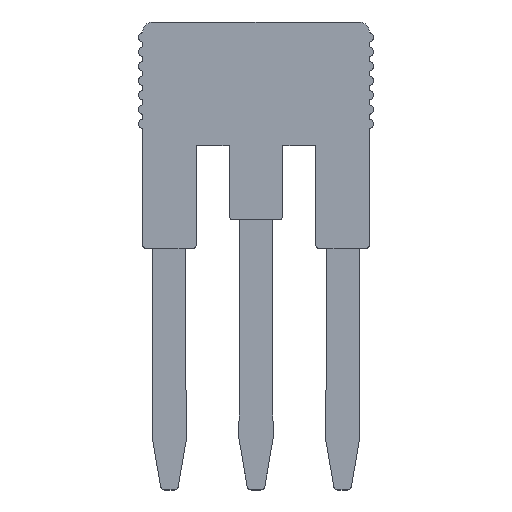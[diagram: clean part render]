
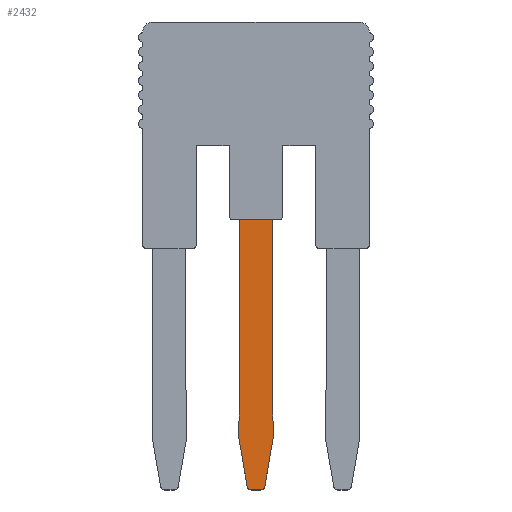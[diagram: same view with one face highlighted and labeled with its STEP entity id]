
A CAD part, top view. The second image highlights one B-rep face of the part: STEP entity #2432.
In plain terms, the highlighted planar face has unit normal (0, 0, 1).
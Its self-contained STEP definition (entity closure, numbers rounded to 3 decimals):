
#771=DIRECTION('',(1.,0.,0.));
#772=VECTOR('',#771,1.6);
#773=CARTESIAN_POINT('',(1.3,1.75,1.05));
#774=LINE('',#773,#772);
#775=DIRECTION('',(0.,1.,0.));
#776=VECTOR('',#775,8.);
#777=CARTESIAN_POINT('',(2.9,-6.25,1.05));
#778=LINE('',#777,#776);
#779=DIRECTION('',(-0.014,1.,0.));
#780=VECTOR('',#779,2.101);
#781=CARTESIAN_POINT('',(2.93,-8.35,1.05));
#782=LINE('',#781,#780);
#783=DIRECTION('',(0.,1.,0.));
#784=VECTOR('',#783,0.5);
#785=CARTESIAN_POINT('',(2.93,-8.85,1.05));
#786=LINE('',#785,#784);
#787=DIRECTION('',(0.17,0.985,0.));
#788=VECTOR('',#787,2.354);
#789=CARTESIAN_POINT('',(2.529,-11.17,1.05));
#790=LINE('',#789,#788);
#791=CARTESIAN_POINT('',(2.33,-11.15,1.05));
#792=DIRECTION('',(0.,0.,1.));
#793=DIRECTION('',(0.,-1.,0.));
#794=AXIS2_PLACEMENT_3D('',#791,#792,#793);
#796=DIRECTION('',(1.,0.,0.));
#797=VECTOR('',#796,0.46);
#798=CARTESIAN_POINT('',(1.87,-11.35,1.05));
#799=LINE('',#798,#797);
#800=CARTESIAN_POINT('',(1.87,-11.15,1.05));
#801=DIRECTION('',(0.,0.,1.));
#802=DIRECTION('',(-0.995,-0.097,0.));
#803=AXIS2_PLACEMENT_3D('',#800,#801,#802);
#805=DIRECTION('',(0.17,-0.985,0.));
#806=VECTOR('',#805,2.354);
#807=CARTESIAN_POINT('',(1.27,-8.85,1.05));
#808=LINE('',#807,#806);
#809=DIRECTION('',(0.,-1.,0.));
#810=VECTOR('',#809,0.5);
#811=CARTESIAN_POINT('',(1.27,-8.35,1.05));
#812=LINE('',#811,#810);
#813=DIRECTION('',(-0.014,-1.,0.));
#814=VECTOR('',#813,2.101);
#815=CARTESIAN_POINT('',(1.3,-6.25,1.05));
#816=LINE('',#815,#814);
#817=DIRECTION('',(0.,-1.,0.));
#818=VECTOR('',#817,8.);
#819=CARTESIAN_POINT('',(1.3,1.75,1.05));
#820=LINE('',#819,#818);
#1215=CARTESIAN_POINT('',(1.3,-6.25,1.05));
#1216=CARTESIAN_POINT('',(1.27,-8.35,1.05));
#1217=VERTEX_POINT('',#1215);
#1218=VERTEX_POINT('',#1216);
#1219=CARTESIAN_POINT('',(1.27,-8.85,1.05));
#1220=VERTEX_POINT('',#1219);
#1221=CARTESIAN_POINT('',(1.671,-11.17,1.05));
#1222=VERTEX_POINT('',#1221);
#1223=CARTESIAN_POINT('',(1.87,-11.35,1.05));
#1224=VERTEX_POINT('',#1223);
#1225=CARTESIAN_POINT('',(2.33,-11.35,1.05));
#1226=VERTEX_POINT('',#1225);
#1227=CARTESIAN_POINT('',(2.529,-11.17,1.05));
#1228=VERTEX_POINT('',#1227);
#1229=CARTESIAN_POINT('',(2.93,-8.85,1.05));
#1230=VERTEX_POINT('',#1229);
#1231=CARTESIAN_POINT('',(2.93,-8.35,1.05));
#1232=VERTEX_POINT('',#1231);
#1233=CARTESIAN_POINT('',(2.9,-6.25,1.05));
#1234=VERTEX_POINT('',#1233);
#1263=CARTESIAN_POINT('',(1.3,1.75,1.05));
#1264=CARTESIAN_POINT('',(2.9,1.75,1.05));
#1265=VERTEX_POINT('',#1263);
#1266=VERTEX_POINT('',#1264);
#2402=CARTESIAN_POINT('',(0.,0.,1.05));
#2403=DIRECTION('',(0.,0.,1.));
#2404=DIRECTION('',(1.,0.,0.));
#2405=AXIS2_PLACEMENT_3D('',#2402,#2403,#2404);
#2406=PLANE('',#2405);
#2407=ORIENTED_EDGE('',*,*,#2391,.T.);
#2409=ORIENTED_EDGE('',*,*,#2408,.F.);
#2411=ORIENTED_EDGE('',*,*,#2410,.F.);
#2413=ORIENTED_EDGE('',*,*,#2412,.F.);
#2415=ORIENTED_EDGE('',*,*,#2414,.F.);
#2417=ORIENTED_EDGE('',*,*,#2416,.F.);
#2419=ORIENTED_EDGE('',*,*,#2418,.F.);
#2421=ORIENTED_EDGE('',*,*,#2420,.F.);
#2423=ORIENTED_EDGE('',*,*,#2422,.F.);
#2425=ORIENTED_EDGE('',*,*,#2424,.F.);
#2427=ORIENTED_EDGE('',*,*,#2426,.F.);
#2429=ORIENTED_EDGE('',*,*,#2428,.F.);
#2430=EDGE_LOOP('',(#2407,#2409,#2411,#2413,#2415,#2417,#2419,#2421,#2423,#2425,
#2427,#2429));
#2431=FACE_OUTER_BOUND('',#2430,.F.);
#2432=ADVANCED_FACE('',(#2431),#2406,.T.);
#795=CIRCLE('',#794,0.2);
#804=CIRCLE('',#803,0.2);
#2391=EDGE_CURVE('',#1265,#1266,#774,.T.);
#2408=EDGE_CURVE('',#1234,#1266,#778,.T.);
#2410=EDGE_CURVE('',#1232,#1234,#782,.T.);
#2412=EDGE_CURVE('',#1230,#1232,#786,.T.);
#2414=EDGE_CURVE('',#1228,#1230,#790,.T.);
#2416=EDGE_CURVE('',#1226,#1228,#795,.T.);
#2418=EDGE_CURVE('',#1224,#1226,#799,.T.);
#2420=EDGE_CURVE('',#1222,#1224,#804,.T.);
#2422=EDGE_CURVE('',#1220,#1222,#808,.T.);
#2424=EDGE_CURVE('',#1218,#1220,#812,.T.);
#2426=EDGE_CURVE('',#1217,#1218,#816,.T.);
#2428=EDGE_CURVE('',#1265,#1217,#820,.T.);
